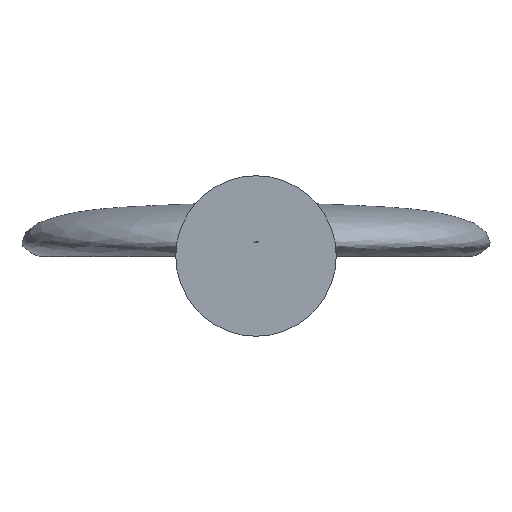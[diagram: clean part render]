
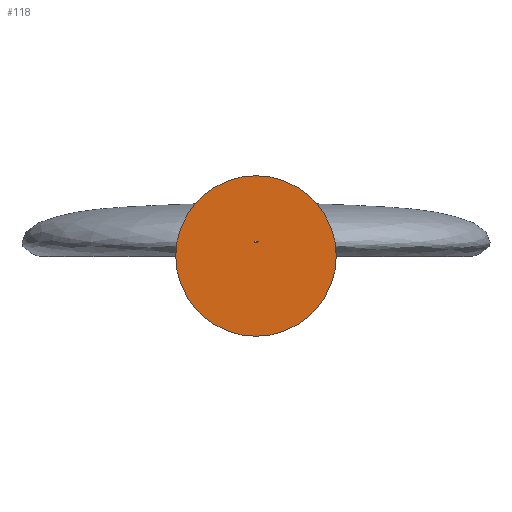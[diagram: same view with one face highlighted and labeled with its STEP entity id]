
A CAD part, top view. The second image highlights one B-rep face of the part: STEP entity #118.
In plain terms, the highlighted planar face has unit normal (0, 0, 1).
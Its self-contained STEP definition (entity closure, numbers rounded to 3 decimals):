
#30=FACE_BOUND('',#46,.T.);
#33=B_SPLINE_CURVE_WITH_KNOTS('',3,(#189,#190,#191,#192,#193,#194,#195,
#196,#197,#198,#199,#200,#201,#202,#203,#204,#205,#206,#207,#208,#209,#210,
#211,#212,#213,#214,#215,#216,#217,#218,#219,#220,#221,#222,#223,#224,#225,
#226,#227,#228,#229,#230,#231,#232,#233,#234,#235,#236,#237,#238,#239,#240,
#241,#242,#243,#244,#245,#246,#247,#248,#249,#250),.UNSPECIFIED.,.T.,.F.,
(4,2,2,2,2,2,2,2,2,2,2,2,2,2,2,2,2,2,2,2,2,2,2,2,2,2,2,2,2,2,4),(-0.145,
-0.143,-0.137,-0.129,-0.114,
-0.109,-0.107,-0.106,-0.105,
-0.104,-0.102,-0.098,-0.083,
-0.074,-0.068,-0.063,-0.058,
-0.051,-0.041,-0.035,-0.033,
-0.032,-0.032,-0.031,-0.03,
-0.029,-0.026,-0.021,-0.011,
-0.005,0.),.UNSPECIFIED.);
#37=FACE_OUTER_BOUND('',#45,.T.);
#45=EDGE_LOOP('',(#88));
#46=EDGE_LOOP('',(#89));
#56=CIRCLE('',#142,12.);
#63=VERTEX_POINT('',#186);
#64=VERTEX_POINT('',#188);
#74=EDGE_CURVE('',#63,#63,#56,.T.);
#75=EDGE_CURVE('',#64,#64,#33,.T.);
#88=ORIENTED_EDGE('',*,*,#74,.T.);
#89=ORIENTED_EDGE('',*,*,#75,.F.);
#116=PLANE('',#141);
#118=ADVANCED_FACE('',(#37,#30),#116,.T.);
#141=AXIS2_PLACEMENT_3D('',#185,#157,#158);
#142=AXIS2_PLACEMENT_3D('',#187,#159,#160);
#157=DIRECTION('center_axis',(0.,0.,1.));
#158=DIRECTION('ref_axis',(1.,0.,0.));
#159=DIRECTION('center_axis',(0.,0.,1.));
#160=DIRECTION('ref_axis',(1.,0.,0.));
#185=CARTESIAN_POINT('Origin',(0.,0.,35.));
#186=CARTESIAN_POINT('',(-12.,0.,35.));
#187=CARTESIAN_POINT('Origin',(0.,0.,35.));
#188=CARTESIAN_POINT('',(0.,2.185,35.));
#189=CARTESIAN_POINT('Ctrl Pts',(0.,2.185,
35.));
#190=CARTESIAN_POINT('Ctrl Pts',(-0.008,2.185,
35.));
#191=CARTESIAN_POINT('Ctrl Pts',(-0.016,2.185,35.));
#192=CARTESIAN_POINT('Ctrl Pts',(-0.041,2.185,35.));
#193=CARTESIAN_POINT('Ctrl Pts',(-0.059,2.184,35.));
#194=CARTESIAN_POINT('Ctrl Pts',(-0.102,2.182,35.));
#195=CARTESIAN_POINT('Ctrl Pts',(-0.129,2.179,35.));
#196=CARTESIAN_POINT('Ctrl Pts',(-0.205,2.17,35.));
#197=CARTESIAN_POINT('Ctrl Pts',(-0.246,2.161,35.));
#198=CARTESIAN_POINT('Ctrl Pts',(-0.282,2.146,35.));
#199=CARTESIAN_POINT('Ctrl Pts',(-0.292,2.142,35.));
#200=CARTESIAN_POINT('Ctrl Pts',(-0.302,2.134,35.));
#201=CARTESIAN_POINT('Ctrl Pts',(-0.305,2.132,35.));
#202=CARTESIAN_POINT('Ctrl Pts',(-0.308,2.127,35.));
#203=CARTESIAN_POINT('Ctrl Pts',(-0.309,2.125,35.));
#204=CARTESIAN_POINT('Ctrl Pts',(-0.31,2.121,35.));
#205=CARTESIAN_POINT('Ctrl Pts',(-0.31,2.119,35.));
#206=CARTESIAN_POINT('Ctrl Pts',(-0.31,2.115,35.));
#207=CARTESIAN_POINT('Ctrl Pts',(-0.309,2.113,35.));
#208=CARTESIAN_POINT('Ctrl Pts',(-0.306,2.108,35.));
#209=CARTESIAN_POINT('Ctrl Pts',(-0.304,2.105,35.));
#210=CARTESIAN_POINT('Ctrl Pts',(-0.296,2.099,35.));
#211=CARTESIAN_POINT('Ctrl Pts',(-0.289,2.095,35.));
#212=CARTESIAN_POINT('Ctrl Pts',(-0.259,2.081,35.));
#213=CARTESIAN_POINT('Ctrl Pts',(-0.221,2.071,35.));
#214=CARTESIAN_POINT('Ctrl Pts',(-0.145,2.06,35.));
#215=CARTESIAN_POINT('Ctrl Pts',(-0.115,2.058,35.));
#216=CARTESIAN_POINT('Ctrl Pts',(-0.068,2.055,35.));
#217=CARTESIAN_POINT('Ctrl Pts',(-0.05,2.054,35.));
#218=CARTESIAN_POINT('Ctrl Pts',(-0.016,2.053,35.));
#219=CARTESIAN_POINT('Ctrl Pts',(-0.001,2.053,
35.));
#220=CARTESIAN_POINT('Ctrl Pts',(0.031,2.053,35.));
#221=CARTESIAN_POINT('Ctrl Pts',(0.047,2.054,35.));
#222=CARTESIAN_POINT('Ctrl Pts',(0.084,2.055,35.));
#223=CARTESIAN_POINT('Ctrl Pts',(0.104,2.057,35.));
#224=CARTESIAN_POINT('Ctrl Pts',(0.155,2.061,35.));
#225=CARTESIAN_POINT('Ctrl Pts',(0.188,2.066,35.));
#226=CARTESIAN_POINT('Ctrl Pts',(0.236,2.076,35.));
#227=CARTESIAN_POINT('Ctrl Pts',(0.264,2.083,35.));
#228=CARTESIAN_POINT('Ctrl Pts',(0.291,2.096,35.));
#229=CARTESIAN_POINT('Ctrl Pts',(0.297,2.099,35.));
#230=CARTESIAN_POINT('Ctrl Pts',(0.304,2.106,35.));
#231=CARTESIAN_POINT('Ctrl Pts',(0.307,2.108,35.));
#232=CARTESIAN_POINT('Ctrl Pts',(0.309,2.113,35.));
#233=CARTESIAN_POINT('Ctrl Pts',(0.31,2.114,35.));
#234=CARTESIAN_POINT('Ctrl Pts',(0.31,2.118,35.));
#235=CARTESIAN_POINT('Ctrl Pts',(0.31,2.12,35.));
#236=CARTESIAN_POINT('Ctrl Pts',(0.309,2.124,35.));
#237=CARTESIAN_POINT('Ctrl Pts',(0.308,2.127,35.));
#238=CARTESIAN_POINT('Ctrl Pts',(0.304,2.132,35.));
#239=CARTESIAN_POINT('Ctrl Pts',(0.301,2.135,35.));
#240=CARTESIAN_POINT('Ctrl Pts',(0.288,2.144,35.));
#241=CARTESIAN_POINT('Ctrl Pts',(0.274,2.15,35.));
#242=CARTESIAN_POINT('Ctrl Pts',(0.247,2.159,35.));
#243=CARTESIAN_POINT('Ctrl Pts',(0.229,2.164,35.));
#244=CARTESIAN_POINT('Ctrl Pts',(0.179,2.174,35.));
#245=CARTESIAN_POINT('Ctrl Pts',(0.142,2.178,35.));
#246=CARTESIAN_POINT('Ctrl Pts',(0.088,2.183,35.));
#247=CARTESIAN_POINT('Ctrl Pts',(0.068,2.184,35.));
#248=CARTESIAN_POINT('Ctrl Pts',(0.031,2.185,35.));
#249=CARTESIAN_POINT('Ctrl Pts',(0.016,2.185,35.));
#250=CARTESIAN_POINT('Ctrl Pts',(0.,2.185,
35.));
